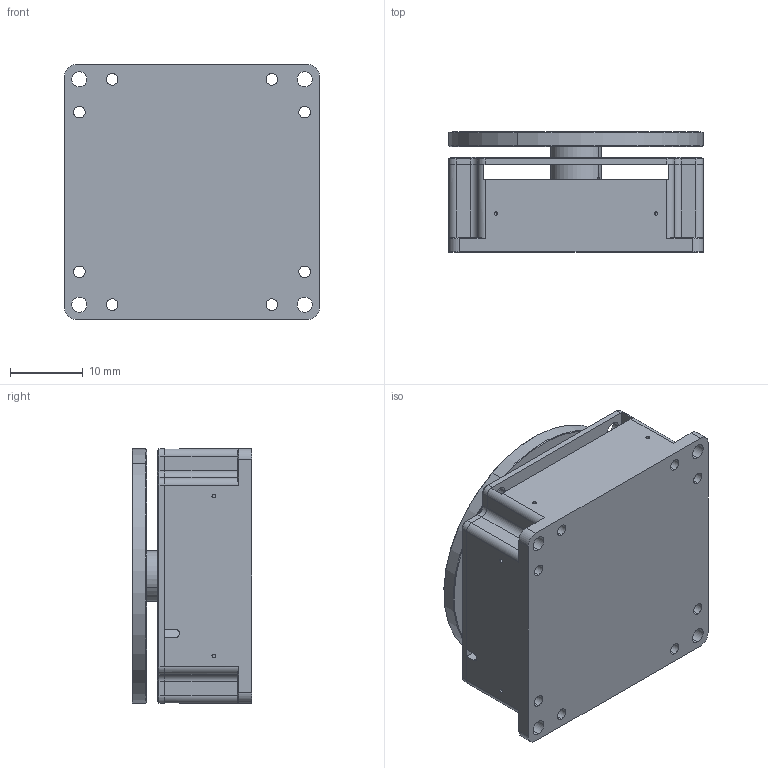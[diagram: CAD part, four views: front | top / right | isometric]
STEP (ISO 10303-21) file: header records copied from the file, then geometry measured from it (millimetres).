
FILE_DESCRIPTION (( 'STEP AP214' ), '1' );
FILE_NAME ('Rotator35_web - EndUser.STEP', '2021-09-17T03:06:17', ( '' ), ( '' ), 'SwSTEP 2.0', 'SolidWorks 2020', '' );
FILE_SCHEMA (( 'AUTOMOTIVE_DESIGN' ));
Length unit declared in the file: millimetre
Products named in the file (5): Rotator35_web - EndUser; 葩璃 杶芠^Rotator35_web - EndUser; 葩璃 蛌攫 等攫醱^Rotator35_web - EndUser; 葩璃 裔啣^Rotator35_web - EndUser; 葩璃 蛌粣ver4^Rotator35_web - EndUser
Assembly tree (4 placements, depth 2):
  Rotator35_web - EndUser
    葩璃 蛌粣ver4^Rotator35_web - EndUser
    葩璃 裔啣^Rotator35_web - EndUser
    葩璃 蛌攫 等攫醱^Rotator35_web - EndUser
    葩璃 杶芠^Rotator35_web - EndUser
Bounding box: 35 x 16.5 x 35 mm (x, y, z)
Volume: 7277.6 mm3; surface area: 10598.9 mm2
Topology: 4 solids, 4 shells, 245 faces, 671 edges, 428 vertices
Faces by surface type: cylinder 138, plane 71, cone 36
Entity records: 8816 total; most frequent: CARTESIAN_POINT 1617, DIRECTION 1412, ORIENTED_EDGE 1334, EDGE_CURVE 667, AXIS2_PLACEMENT_3D 543, VERTEX_POINT 428, EDGE_LOOP 333, LINE 326
